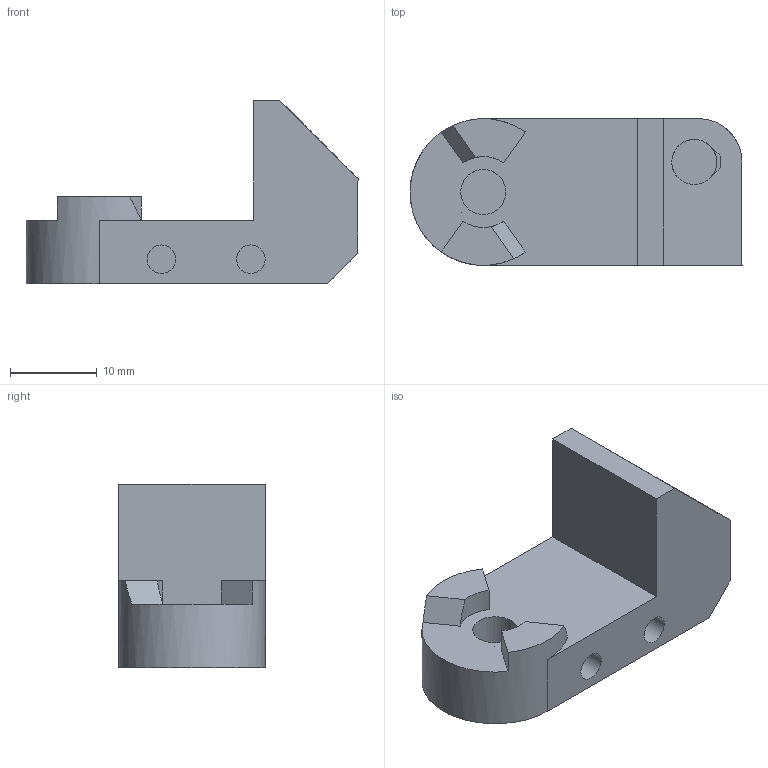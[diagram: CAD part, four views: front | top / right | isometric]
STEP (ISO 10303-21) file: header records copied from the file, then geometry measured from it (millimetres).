
FILE_DESCRIPTION(/* description */ (''),/* implementation_level */ '2;1');
FILE_NAME(/* name */ '37.1-stock-hinge-bottom-sealed.step',/* time_stamp */ '2022-04-06T21:26:56+01:00',/* author */ (''),/* organization */ (''),/* preprocessor_version */ 'ST-DEVELOPER v18.1',/* originating_system */ 'Autodesk Translation Framework v10.13.0.1454',/* authorisation */ '');
FILE_SCHEMA (('AUTOMOTIVE_DESIGN { 1 0 10303 214 3 1 1 }'));
Length unit declared in the file: millimetre
Products named in the file (1): 37.1-stock-hinge-bottom-sealed
Bounding box: 38.26 x 16.9 x 21.09 mm (x, y, z)
Volume: 5962.9 mm3; surface area: 3193 mm2
Topology: 1 solids, 1 shells, 41 faces, 103 edges, 69 vertices
Faces by surface type: plane 31, cylinder 10
Full cylindrical faces by diameter (mm): 3.3 x2, 5.2 x2
Entity records: 1284 total; most frequent: DIRECTION 218, CARTESIAN_POINT 214, ORIENTED_EDGE 206, EDGE_CURVE 103, AXIS2_PLACEMENT_3D 73, LINE 72, VECTOR 72, VERTEX_POINT 69
